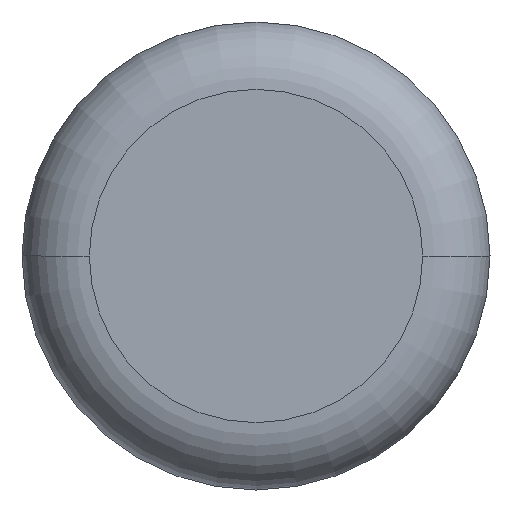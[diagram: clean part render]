
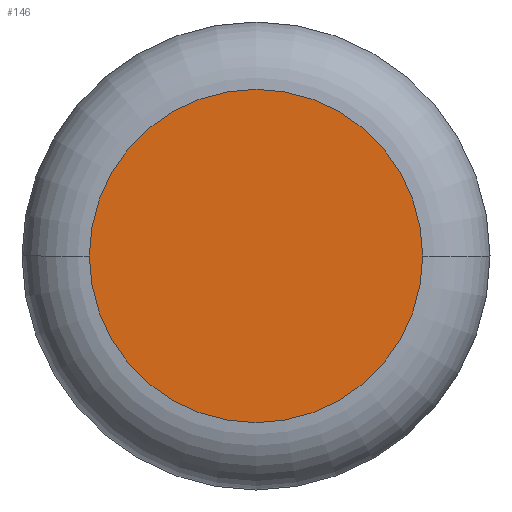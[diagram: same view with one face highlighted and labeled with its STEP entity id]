
A CAD part, left-side view. The second image highlights one B-rep face of the part: STEP entity #146.
In plain terms, the highlighted planar face has unit normal (-1, 0, 0).
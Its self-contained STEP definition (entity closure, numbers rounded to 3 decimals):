
#86=CARTESIAN_POINT('Vertex',(-10.,2.475,0.)) ;
#89=CARTESIAN_POINT('Axis2P3D Location',(-10.,0.,0.)) ;
#93=CARTESIAN_POINT('Vertex',(-10.,-2.475,0.)) ;
#120=CARTESIAN_POINT('Axis2P3D Location',(-10.,0.,0.)) ;
#137=CARTESIAN_POINT('Axis2P3D Location',(-10.,0.,0.)) ;
#90=DIRECTION('Axis2P3D Direction',(1.,-0.,0.)) ;
#121=DIRECTION('Axis2P3D Direction',(1.,0.,-0.)) ;
#138=DIRECTION('Axis2P3D Direction',(1.,0.,0.)) ;
#139=DIRECTION('Axis2P3D XDirection',(0.,1.,0.)) ;
#91=AXIS2_PLACEMENT_3D('Circle Axis2P3D',#89,#90,$) ;
#122=AXIS2_PLACEMENT_3D('Circle Axis2P3D',#120,#121,$) ;
#140=AXIS2_PLACEMENT_3D('Plane Axis2P3D',#137,#138,#139) ;
#143=ORIENTED_EDGE('',*,*,#124,.F.) ;
#144=ORIENTED_EDGE('',*,*,#95,.F.) ;
#146=ADVANCED_FACE('PartBody',(#145),#141,.F.) ;
#92=CIRCLE('generated circle',#91,2.475) ;
#123=CIRCLE('generated circle',#122,2.475) ;
#95=EDGE_CURVE('',#87,#94,#92,.T.) ;
#124=EDGE_CURVE('',#94,#87,#123,.T.) ;
#142=EDGE_LOOP('',(#143,#144)) ;
#145=FACE_OUTER_BOUND('',#142,.T.) ;
#141=PLANE('',#140) ;
#87=VERTEX_POINT('',#86) ;
#94=VERTEX_POINT('',#93) ;
